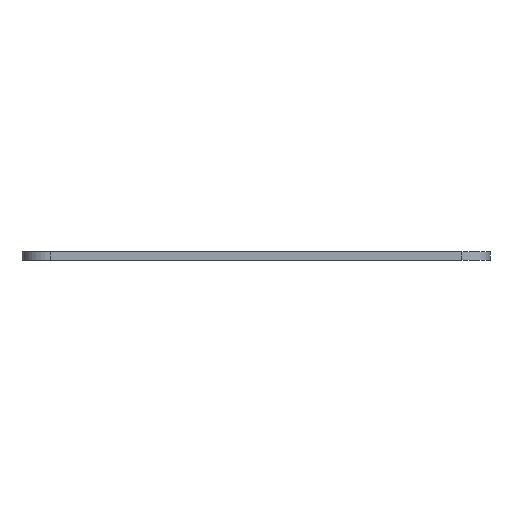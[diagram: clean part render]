
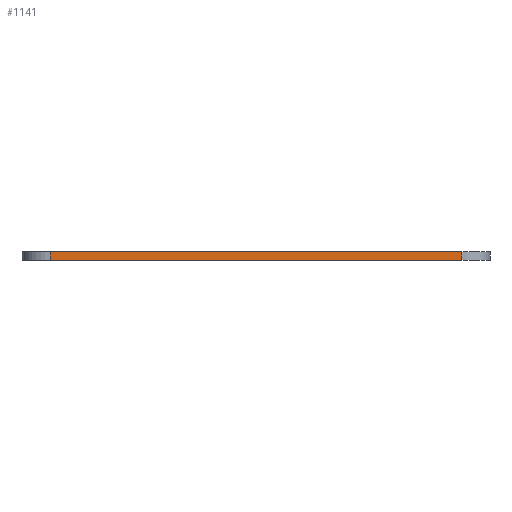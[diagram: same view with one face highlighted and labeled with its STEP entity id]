
A CAD part, left-side view. The second image highlights one B-rep face of the part: STEP entity #1141.
In plain terms, the highlighted planar face has unit normal (-1, 0, 0).
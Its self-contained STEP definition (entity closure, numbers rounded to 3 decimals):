
#41=PLANE('',#1240);
#77=FACE_OUTER_BOUND('',#145,.T.);
#145=EDGE_LOOP('',(#845,#846,#847,#848));
#216=LINE('',#1682,#336);
#246=LINE('',#1785,#366);
#247=LINE('',#1788,#367);
#248=LINE('',#1789,#368);
#336=VECTOR('',#1342,10.);
#366=VECTOR('',#1418,10.);
#367=VECTOR('',#1421,10.);
#368=VECTOR('',#1422,10.);
#506=VERTEX_POINT('',#1679);
#507=VERTEX_POINT('',#1681);
#556=VERTEX_POINT('',#1781);
#558=VERTEX_POINT('',#1787);
#620=EDGE_CURVE('',#506,#507,#216,.T.);
#672=EDGE_CURVE('',#507,#556,#246,.T.);
#673=EDGE_CURVE('',#558,#506,#247,.T.);
#674=EDGE_CURVE('',#556,#558,#248,.T.);
#845=ORIENTED_EDGE('',*,*,#672,.F.);
#846=ORIENTED_EDGE('',*,*,#620,.F.);
#847=ORIENTED_EDGE('',*,*,#673,.F.);
#848=ORIENTED_EDGE('',*,*,#674,.F.);
#1141=ADVANCED_FACE('',(#77),#41,.T.);
#1240=AXIS2_PLACEMENT_3D('',#1786,#1419,#1420);
#1342=DIRECTION('',(0.,1.,0.));
#1418=DIRECTION('',(0.,0.,1.));
#1419=DIRECTION('center_axis',(-1.,0.,0.));
#1420=DIRECTION('ref_axis',(0.,-1.,0.));
#1421=DIRECTION('',(0.,0.,-1.));
#1422=DIRECTION('',(0.,-1.,0.));
#1679=CARTESIAN_POINT('',(-10.785,-44.876,0.));
#1681=CARTESIAN_POINT('',(-10.785,28.037,0.));
#1682=CARTESIAN_POINT('',(-10.785,-49.876,0.));
#1781=CARTESIAN_POINT('',(-10.785,28.037,1.5));
#1785=CARTESIAN_POINT('',(-10.785,28.037,0.));
#1786=CARTESIAN_POINT('Origin',(-10.785,33.037,0.));
#1787=CARTESIAN_POINT('',(-10.785,-44.876,1.5));
#1788=CARTESIAN_POINT('',(-10.785,-44.876,0.));
#1789=CARTESIAN_POINT('',(-10.785,-49.876,1.5));
